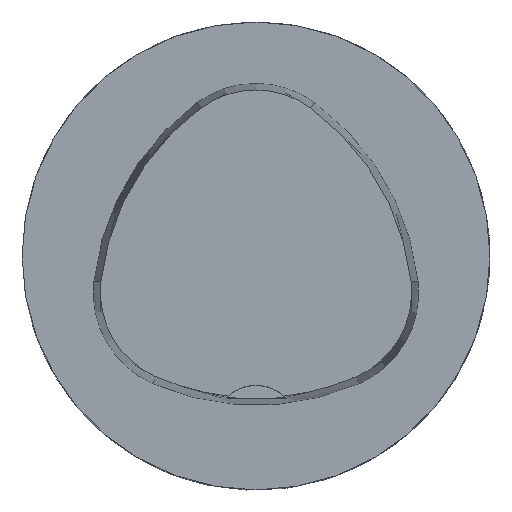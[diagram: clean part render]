
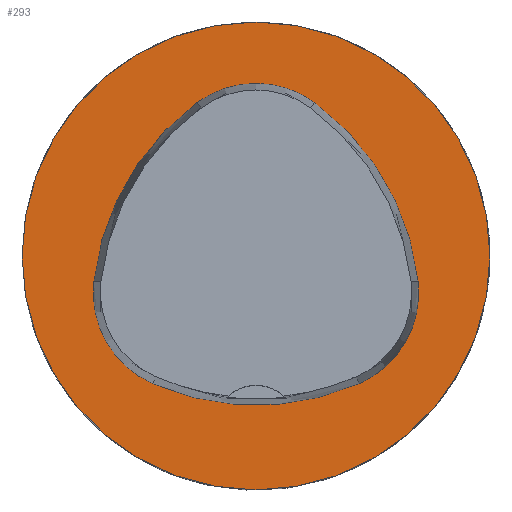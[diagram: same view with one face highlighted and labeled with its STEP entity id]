
A CAD part, top view. The second image highlights one B-rep face of the part: STEP entity #293.
In plain terms, the highlighted planar face has unit normal (0, 0, 1).
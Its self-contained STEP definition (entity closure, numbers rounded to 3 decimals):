
#107=PLANE('',#896);
#293=ADVANCED_FACE('',(#354,#355),#107,.T.);
#354=FACE_BOUND('',#391,.T.);
#355=FACE_BOUND('',#392,.T.);
#391=EDGE_LOOP('',(#505,#506,#507,#508,#509,#510));
#392=EDGE_LOOP('',(#511));
#505=ORIENTED_EDGE('',*,*,#761,.T.);
#506=ORIENTED_EDGE('',*,*,#741,.T.);
#507=ORIENTED_EDGE('',*,*,#745,.T.);
#508=ORIENTED_EDGE('',*,*,#748,.T.);
#509=ORIENTED_EDGE('',*,*,#751,.T.);
#510=ORIENTED_EDGE('',*,*,#759,.T.);
#511=ORIENTED_EDGE('',*,*,#732,.F.);
#661=VERTEX_POINT('',#1249);
#670=VERTEX_POINT('',#1268);
#671=VERTEX_POINT('',#1269);
#674=VERTEX_POINT('',#1277);
#676=VERTEX_POINT('',#1283);
#678=VERTEX_POINT('',#1289);
#685=VERTEX_POINT('',#1310);
#732=EDGE_CURVE('',#661,#661,#821,.T.);
#741=EDGE_CURVE('',#670,#671,#822,.T.);
#745=EDGE_CURVE('',#671,#674,#824,.T.);
#748=EDGE_CURVE('',#674,#676,#826,.T.);
#751=EDGE_CURVE('',#676,#678,#828,.T.);
#759=EDGE_CURVE('',#678,#685,#832,.T.);
#761=EDGE_CURVE('',#685,#670,#834,.T.);
#821=CIRCLE('',#868,40.0);
#822=CIRCLE('',#874,44.0);
#824=CIRCLE('',#877,17.0);
#826=CIRCLE('',#880,44.0);
#828=CIRCLE('',#883,17.0);
#832=CIRCLE('',#888,44.0);
#834=CIRCLE('',#891,17.0);
#868=AXIS2_PLACEMENT_3D('',#1248,#982,#983);
#874=AXIS2_PLACEMENT_3D('',#1267,#998,#999);
#877=AXIS2_PLACEMENT_3D('',#1276,#1006,#1007);
#880=AXIS2_PLACEMENT_3D('',#1282,#1013,#1014);
#883=AXIS2_PLACEMENT_3D('',#1288,#1020,#1021);
#888=AXIS2_PLACEMENT_3D('',#1311,#1032,#1033);
#891=AXIS2_PLACEMENT_3D('',#1314,#1038,#1039);
#896=AXIS2_PLACEMENT_3D('',#1319,#1048,#1049);
#982=DIRECTION('',(0.0,0.0,-1.0));
#983=DIRECTION('',(-1.0,0.0,0.0));
#998=DIRECTION('',(0.0,0.0,-1.0));
#999=DIRECTION('',(-1.0,0.0,0.0));
#1006=DIRECTION('',(0.0,0.0,-1.0));
#1007=DIRECTION('',(-1.0,0.0,0.0));
#1013=DIRECTION('',(0.0,0.0,-1.0));
#1014=DIRECTION('',(-1.0,0.0,0.0));
#1020=DIRECTION('',(0.0,0.0,-1.0));
#1021=DIRECTION('',(-1.0,0.0,0.0));
#1032=DIRECTION('',(0.0,0.0,-1.0));
#1033=DIRECTION('',(-1.0,0.0,0.0));
#1038=DIRECTION('',(0.0,0.0,-1.0));
#1039=DIRECTION('',(-1.0,0.0,0.0));
#1048=DIRECTION('',(0.0,0.0,1.0));
#1049=DIRECTION('',(1.0,0.0,0.0));
#1248=CARTESIAN_POINT('',(0.0,0.0,0.0));
#1249=CARTESIAN_POINT('',(-40.0,0.0,0.0));
#1267=CARTESIAN_POINT('',(16.01,-9.224,0.0));
#1268=CARTESIAN_POINT('',(-27.722,-4.378,0.0));
#1269=CARTESIAN_POINT('',(-10.119,26.178,0.0));
#1276=CARTESIAN_POINT('',(-0.023,12.5,0.0));
#1277=CARTESIAN_POINT('',(10.049,26.194,0.0));
#1282=CARTESIAN_POINT('',(-16.021,-9.25,0.0));
#1283=CARTESIAN_POINT('',(27.71,-4.394,0.0));
#1288=CARTESIAN_POINT('',(10.814,-6.27,0.0));
#1289=CARTESIAN_POINT('',(17.611,-21.852,0.0));
#1310=CARTESIAN_POINT('',(-17.652,-21.819,0.0));
#1311=CARTESIAN_POINT('',(0.017,18.477,0.0));
#1314=CARTESIAN_POINT('',(-10.825,-6.25,0.0));
#1319=CARTESIAN_POINT('',(0.0,0.0,0.0));
